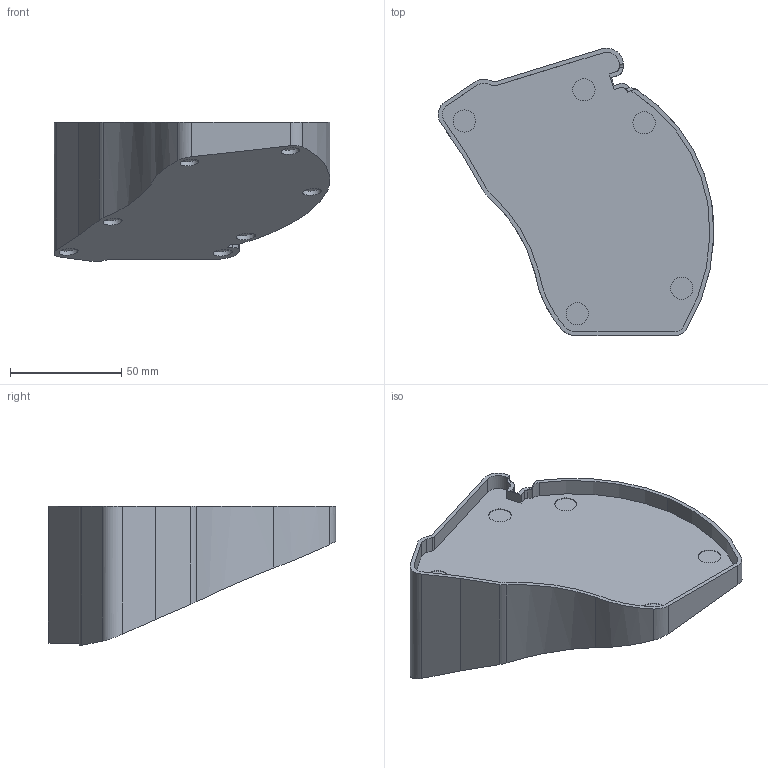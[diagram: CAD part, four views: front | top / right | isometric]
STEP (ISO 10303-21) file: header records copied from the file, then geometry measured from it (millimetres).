
FILE_DESCRIPTION(('FreeCAD Model'),'2;1');
FILE_NAME('Open CASCADE Shape Model','2025-07-07T23:56:27',(''),(''), 'Open CASCADE STEP processor 7.8','FreeCAD','Unknown');
FILE_SCHEMA(('AUTOMOTIVE_DESIGN { 1 0 10303 214 1 1 1 1 }'));
Length unit declared in the file: millimetre
Products named in the file (1): Body002
Bounding box: 123.72 x 128.95 x 62.43 mm (x, y, z)
Volume: 326845.5 mm3; surface area: 41036.7 mm2
Topology: 1 solids, 1 shells, 85 faces, 213 edges, 142 vertices
Faces by surface type: cylinder 48, plane 37
Full cylindrical faces by diameter (mm): 8.5 x7, 10 x5
Entity records: 2689 total; most frequent: CARTESIAN_POINT 536, DIRECTION 475, ORIENTED_EDGE 426, EDGE_CURVE 213, AXIS2_PLACEMENT_3D 181, VERTEX_POINT 142, LINE 113, VECTOR 113
